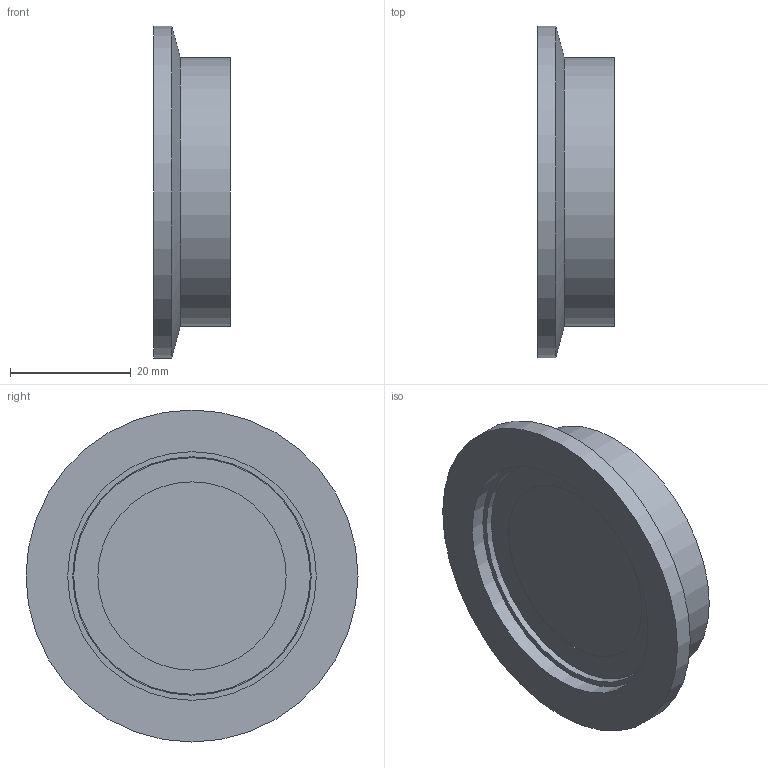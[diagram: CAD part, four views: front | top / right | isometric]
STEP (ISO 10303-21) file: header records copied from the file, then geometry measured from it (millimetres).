
FILE_DESCRIPTION (( 'STEP AP214' ), '1' );
FILE_NAME ('HK1KF40FULLVAC.STEP', '2025-05-07T14:17:10', ( '' ), ( '' ), 'SwSTEP 2.0', 'SolidWorks 2017', '' );
FILE_SCHEMA (( 'AUTOMOTIVE_DESIGN' ));
Length unit declared in the file: millimetre
Products named in the file (1): HK1KF40FULLVAC
Bounding box: 12.7 x 55 x 55 mm (x, y, z)
Volume: 10487.1 mm3; surface area: 8512.4 mm2
Topology: 2 solids, 2 shells, 19 faces, 30 edges, 19 vertices
Faces by surface type: cylinder 9, plane 8, cone 2
Full cylindrical faces by diameter (mm): 31.2 x1, 35.2 x1, 38 x1, 39.2 x1, 39.5 x1, 41.2 x1, 41.85 x1, 44.5 x1, 55 x1
Entity records: 498 total; most frequent: DIRECTION 76, CARTESIAN_POINT 56, AXIS2_PLACEMENT_3D 38, ORIENTED_EDGE 36, EDGE_LOOP 36, FACE_OUTER_BOUND 28, ADVANCED_FACE 19, CIRCLE 18
